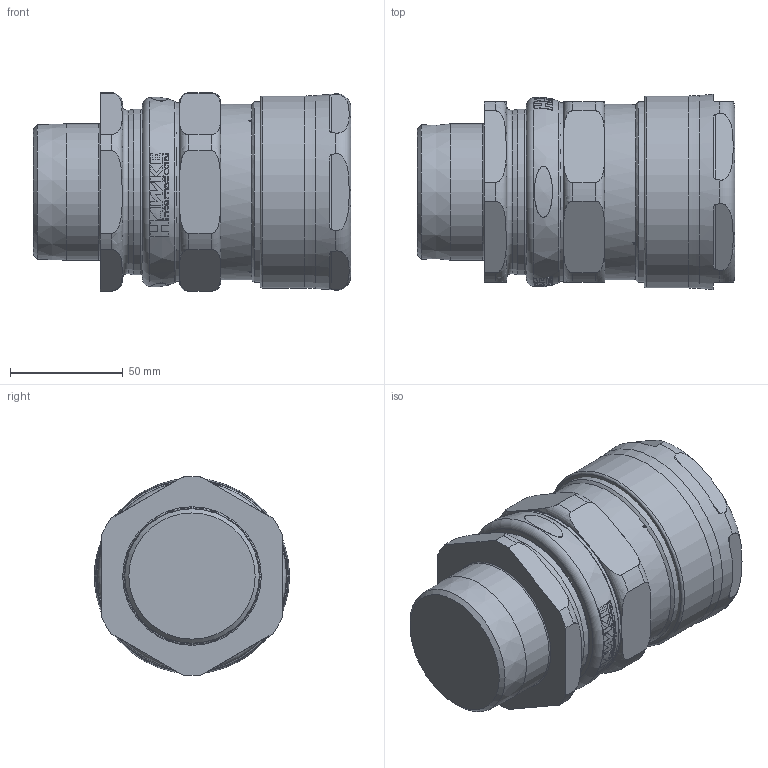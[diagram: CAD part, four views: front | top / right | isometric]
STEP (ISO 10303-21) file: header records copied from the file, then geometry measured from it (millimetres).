
FILE_DESCRIPTION(/* description */ (''),/* implementation_level */ '2;1');
FILE_NAME(/* name */ 'ICG_653_UNIV_L E_2_NPT.stp',/* time_stamp */ '2021-04-29T17:00:47+06:00',/* author */ ('vinaykumark'),/* organization */ (''),/* preprocessor_version */ 'ST-DEVELOPER v18',/* originating_system */ 'Autodesk Inventor 2020',/* authorisation */ '');
FILE_SCHEMA (('AUTOMOTIVE_DESIGN { 1 0 10303 214 3 1 1 }'));
Products named in the file (1): ICG_653_UNIV_L E_2_NPT
Bounding box: 140.47 x 86.45 x 87.98 mm (x, y, z)
Surface area: 170517.8 mm2
Topology: 11 solids, 11 shells, 1257 faces, 3525 edges, 2353 vertices
Faces by surface type: plane 456, bspline 306, torus 215, cylinder 156, cone 122, sphere 2
Full cylindrical faces by diameter (mm): 1.4 x6, 54.1 x1, 56.3 x1, 59.4 x1, 60.33 x1, 62.9 x1, 65 x1, 65.3 x1, 67.4 x1, 70.3 x1, 71 x1, 72 x1, 72.3 x1, 72.32 x1, 73 x3, 73.32 x2, 76.2 x1, 77.7 x1, 78.5 x1, 79.2 x1, 80 x1, 85 x1
Entity records: 51079 total; most frequent: CARTESIAN_POINT 20220, ORIENTED_EDGE 7038, DIRECTION 5031, EDGE_CURVE 3519, VERTEX_POINT 2347, AXIS2_PLACEMENT_3D 1984, EDGE_LOOP 1326, B_SPLINE_CURVE_WITH_KNOTS 1268
